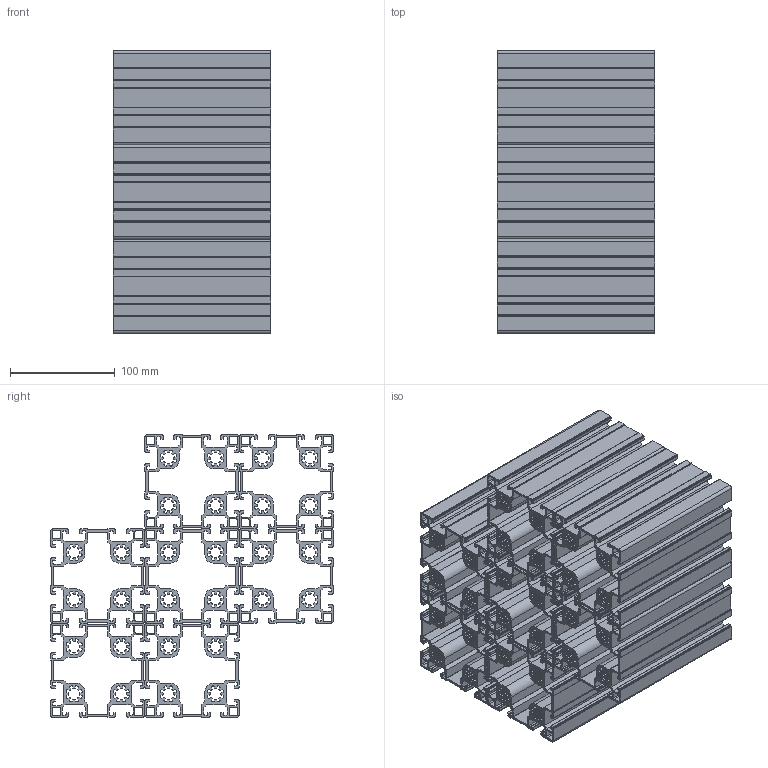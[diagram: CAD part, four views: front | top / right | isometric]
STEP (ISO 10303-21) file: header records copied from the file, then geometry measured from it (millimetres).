
FILE_DESCRIPTION (( 'STEP AP214' ), '1' );
FILE_NAME ('9 of 9090 Aluminum profile.STEP', '2020-07-23T05:20:32', ( '个人用户' ), ( '微软中国' ), 'SwSTEP 2.0', 'SolidWorks 2018', '' );
FILE_SCHEMA (( 'AUTOMOTIVE_DESIGN' ));
Length unit declared in the file: millimetre
Products named in the file (2): 9 of 9090 Aluminum profile; WF8_LCF10-9090-150.0
Assembly tree (7 placements, depth 2):
  9 of 9090 Aluminum profile
    WF8_LCF10-9090-150.0  x7
Bounding box: 150 x 270 x 270 mm (x, y, z)
Volume: 2132372.6 mm3; surface area: 1637709.8 mm2
Topology: 7 solids, 7 shells, 4690 faces, 14028 edges, 9352 vertices
Faces by surface type: cylinder 2772, plane 1918
Entity records: 23010 total; most frequent: DIRECTION 4156, CARTESIAN_POINT 4020, ORIENTED_EDGE 4008, EDGE_CURVE 2004, AXIS2_PLACEMENT_3D 1472, VERTEX_POINT 1336, LINE 1212, VECTOR 1212
